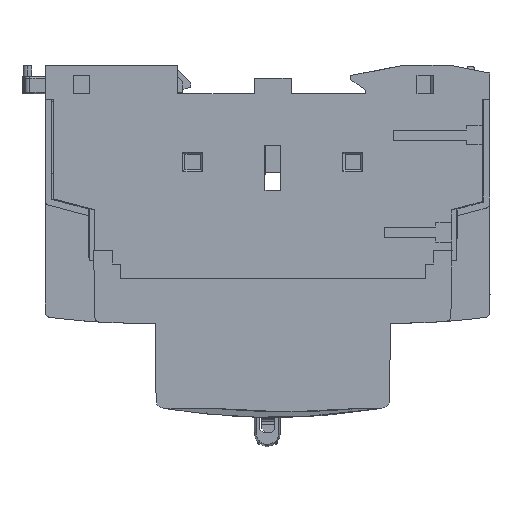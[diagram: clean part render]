
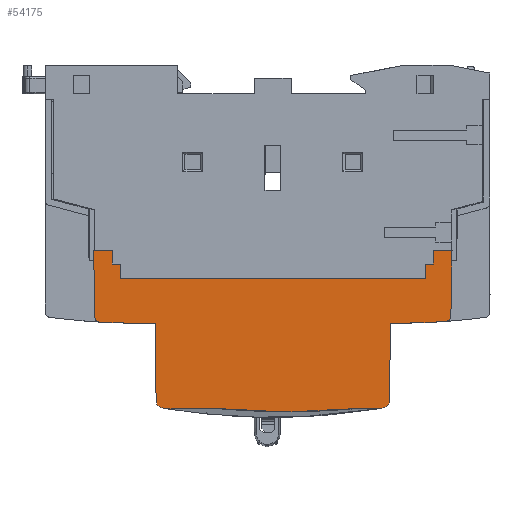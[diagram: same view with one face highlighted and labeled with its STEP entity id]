
A CAD part, front view. The second image highlights one B-rep face of the part: STEP entity #54175.
In plain terms, the highlighted face is planar.
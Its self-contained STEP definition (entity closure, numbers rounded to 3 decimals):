
#43121=DIRECTION('',(-1.,0.,0.));
#43122=VECTOR('',#43121,4.516);
#43123=CARTESIAN_POINT('',(-128.38,18.,-5.178));
#43124=LINE('',#43123,#43122);
#43125=CARTESIAN_POINT('',(-146.307,18.,-148.125));
#43126=DIRECTION('',(0.,-1.,0.));
#43127=DIRECTION('',(0.093,0.,0.996));
#43128=AXIS2_PLACEMENT_3D('',#43125,#43126,#43127);
#43130=CARTESIAN_POINT('',(-146.307,18.,-148.125));
#43131=DIRECTION('',(0.,-1.,0.));
#43132=DIRECTION('',(0.,0.,1.));
#43133=AXIS2_PLACEMENT_3D('',#43130,#43131,#43132);
#43135=DIRECTION('',(-1.,0.,0.));
#43136=VECTOR('',#43135,9.903);
#43137=CARTESIAN_POINT('',(-159.717,18.,-5.178));
#43138=LINE('',#43137,#43136);
#43139=CARTESIAN_POINT('',(-149.,18.,-131.063));
#43140=DIRECTION('',(0.,-1.,0.));
#43141=DIRECTION('',(-0.162,0.,0.987));
#43142=AXIS2_PLACEMENT_3D('',#43139,#43140,#43141);
#43144=CARTESIAN_POINT('',(-169.5,18.,-7.185));
#43145=DIRECTION('',(0.,-1.,0.));
#43146=DIRECTION('',(-0.163,0.,0.987));
#43147=AXIS2_PLACEMENT_3D('',#43144,#43145,#43146);
#43149=DIRECTION('',(-0.01,0.,-1.));
#43150=VECTOR('',#43149,15.176);
#43151=CARTESIAN_POINT('',(-171.305,18.,-6.324));
#43152=LINE('',#43151,#43150);
#43153=CARTESIAN_POINT('',(-175.05,18.,-144.2));
#43154=DIRECTION('',(0.,-1.,0.));
#43155=DIRECTION('',(0.,0.,1.));
#43156=AXIS2_PLACEMENT_3D('',#43153,#43154,#43155);
#43158=CARTESIAN_POINT('',(-182.016,18.,-22.7));
#43159=DIRECTION('',(0.,-1.,0.));
#43160=DIRECTION('',(-0.057,0.,0.998));
#43161=AXIS2_PLACEMENT_3D('',#43158,#43159,#43160);
#43163=DIRECTION('',(-0.017,0.,-1.));
#43164=VECTOR('',#43163,12.62);
#43165=CARTESIAN_POINT('',(-183.016,18.,-22.682));
#43166=LINE('',#43165,#43164);
#43167=DIRECTION('',(1.,0.,0.));
#43168=VECTOR('',#43167,58.355);
#43169=CARTESIAN_POINT('',(-178.178,18.,-30.1));
#43170=LINE('',#43169,#43168);
#43171=DIRECTION('',(-0.017,0.,1.));
#43172=VECTOR('',#43171,12.488);
#43173=CARTESIAN_POINT('',(-114.758,18.,-35.3));
#43174=LINE('',#43173,#43172);
#43175=CARTESIAN_POINT('',(-115.976,18.,-22.831));
#43176=DIRECTION('',(0.,-1.,0.));
#43177=DIRECTION('',(1.,0.,0.017));
#43178=AXIS2_PLACEMENT_3D('',#43175,#43176,#43177);
#43180=CARTESIAN_POINT('',(-124.95,18.,-144.2));
#43181=DIRECTION('',(0.,-1.,0.));
#43182=DIRECTION('',(0.074,0.,0.997));
#43183=AXIS2_PLACEMENT_3D('',#43180,#43181,#43182);
#43185=DIRECTION('',(-0.01,0.,1.));
#43186=VECTOR('',#43185,15.176);
#43187=CARTESIAN_POINT('',(-126.536,18.,-21.5));
#43188=LINE('',#43187,#43186);
#43189=CARTESIAN_POINT('',(-128.5,18.,-7.185));
#43190=DIRECTION('',(0.,-1.,0.));
#43191=DIRECTION('',(0.903,0.,0.43));
#43192=AXIS2_PLACEMENT_3D('',#43189,#43190,#43191);
#43194=CARTESIAN_POINT('',(-149.,18.,-131.063));
#43195=DIRECTION('',(0.,-1.,0.));
#43196=DIRECTION('',(0.163,0.,0.987));
#43197=AXIS2_PLACEMENT_3D('',#43194,#43195,#43196);
#43376=DIRECTION('',(1.,0.,0.));
#43377=VECTOR('',#43376,1.586);
#43378=CARTESIAN_POINT('',(-126.536,18.,-21.5));
#43379=LINE('',#43378,#43377);
#43551=DIRECTION('',(0.,0.,1.));
#43552=VECTOR('',#43551,2.7);
#43553=CARTESIAN_POINT('',(-119.822,18.,-32.8));
#43554=LINE('',#43553,#43552);
#45463=DIRECTION('',(0.,0.,-1.));
#45464=VECTOR('',#45463,2.7);
#45465=CARTESIAN_POINT('',(-178.178,18.,-30.1));
#45466=LINE('',#45465,#45464);
#45586=DIRECTION('',(-1.,0.,0.));
#45587=VECTOR('',#45586,1.5);
#45588=CARTESIAN_POINT('',(-178.178,18.,-32.8));
#45589=LINE('',#45588,#45587);
#45603=DIRECTION('',(0.,0.,-1.));
#45604=VECTOR('',#45603,2.5);
#45605=CARTESIAN_POINT('',(-179.678,18.,-32.8));
#45606=LINE('',#45605,#45604);
#45633=DIRECTION('',(-1.,0.,0.));
#45634=VECTOR('',#45633,3.559);
#45635=CARTESIAN_POINT('',(-179.678,18.,-35.3));
#45636=LINE('',#45635,#45634);
#48491=DIRECTION('',(1.,0.,0.));
#48492=VECTOR('',#48491,3.586);
#48493=CARTESIAN_POINT('',(-175.05,18.,-21.5));
#48494=LINE('',#48493,#48492);
#50330=DIRECTION('',(-1.,0.,0.));
#50331=VECTOR('',#50330,3.564);
#50332=CARTESIAN_POINT('',(-114.758,18.,-35.3));
#50333=LINE('',#50332,#50331);
#50415=DIRECTION('',(0.,0.,1.));
#50416=VECTOR('',#50415,2.5);
#50417=CARTESIAN_POINT('',(-118.322,18.,-35.3));
#50418=LINE('',#50417,#50416);
#50431=DIRECTION('',(-1.,0.,0.));
#50432=VECTOR('',#50431,1.5);
#50433=CARTESIAN_POINT('',(-118.322,18.,-32.8));
#50434=LINE('',#50433,#50432);
#51794=CARTESIAN_POINT('',(-183.016,18.,-22.682));
#51795=CARTESIAN_POINT('',(-183.236,18.,-35.3));
#51796=VERTEX_POINT('',#51794);
#51797=VERTEX_POINT('',#51795);
#51802=CARTESIAN_POINT('',(-128.38,18.,-5.178));
#51803=CARTESIAN_POINT('',(-132.896,18.,-5.178));
#51804=VERTEX_POINT('',#51802);
#51805=VERTEX_POINT('',#51803);
#51806=CARTESIAN_POINT('',(-146.307,18.,-4.55));
#51807=CARTESIAN_POINT('',(-159.717,18.,-5.178));
#51808=VERTEX_POINT('',#51806);
#51809=VERTEX_POINT('',#51807);
#51810=CARTESIAN_POINT('',(-169.62,18.,-5.178));
#51811=VERTEX_POINT('',#51810);
#51812=CARTESIAN_POINT('',(-169.827,18.,-5.212));
#51813=VERTEX_POINT('',#51812);
#51814=CARTESIAN_POINT('',(-171.305,18.,-6.324));
#51815=VERTEX_POINT('',#51814);
#51816=CARTESIAN_POINT('',(-171.464,18.,-21.5));
#51817=VERTEX_POINT('',#51816);
#51818=CARTESIAN_POINT('',(-175.05,18.,-21.5));
#51819=VERTEX_POINT('',#51818);
#51820=CARTESIAN_POINT('',(-182.073,18.,-21.701));
#51821=VERTEX_POINT('',#51820);
#51822=CARTESIAN_POINT('',(-179.678,18.,-35.3));
#51823=VERTEX_POINT('',#51822);
#51824=CARTESIAN_POINT('',(-179.678,18.,-32.8));
#51825=VERTEX_POINT('',#51824);
#51826=CARTESIAN_POINT('',(-178.178,18.,-32.8));
#51827=VERTEX_POINT('',#51826);
#51828=CARTESIAN_POINT('',(-178.178,18.,-30.1));
#51829=VERTEX_POINT('',#51828);
#51830=CARTESIAN_POINT('',(-119.822,18.,-30.1));
#51831=VERTEX_POINT('',#51830);
#51832=CARTESIAN_POINT('',(-119.822,18.,-32.8));
#51833=VERTEX_POINT('',#51832);
#51834=CARTESIAN_POINT('',(-118.322,18.,-32.8));
#51835=VERTEX_POINT('',#51834);
#51836=CARTESIAN_POINT('',(-118.322,18.,-35.3));
#51837=VERTEX_POINT('',#51836);
#51838=CARTESIAN_POINT('',(-114.758,18.,-35.3));
#51839=VERTEX_POINT('',#51838);
#51840=CARTESIAN_POINT('',(-114.976,18.,-22.814));
#51841=VERTEX_POINT('',#51840);
#51842=CARTESIAN_POINT('',(-115.902,18.,-21.834));
#51843=VERTEX_POINT('',#51842);
#51844=CARTESIAN_POINT('',(-124.95,18.,-21.5));
#51845=VERTEX_POINT('',#51844);
#51846=CARTESIAN_POINT('',(-126.536,18.,-21.5));
#51847=VERTEX_POINT('',#51846);
#51848=CARTESIAN_POINT('',(-126.695,18.,-6.324));
#51849=VERTEX_POINT('',#51848);
#51850=CARTESIAN_POINT('',(-128.173,18.,-5.212));
#51851=VERTEX_POINT('',#51850);
#54115=CARTESIAN_POINT('',(-150.,18.,0.));
#54116=DIRECTION('',(0.,-1.,0.));
#54117=DIRECTION('',(0.,0.,-1.));
#54118=AXIS2_PLACEMENT_3D('',#54115,#54116,#54117);
#54119=PLANE('',#54118);
#54121=ORIENTED_EDGE('',*,*,#54120,.T.);
#54123=ORIENTED_EDGE('',*,*,#54122,.T.);
#54125=ORIENTED_EDGE('',*,*,#54124,.T.);
#54127=ORIENTED_EDGE('',*,*,#54126,.T.);
#54129=ORIENTED_EDGE('',*,*,#54128,.T.);
#54131=ORIENTED_EDGE('',*,*,#54130,.T.);
#54133=ORIENTED_EDGE('',*,*,#54132,.T.);
#54135=ORIENTED_EDGE('',*,*,#54134,.F.);
#54137=ORIENTED_EDGE('',*,*,#54136,.T.);
#54139=ORIENTED_EDGE('',*,*,#54138,.T.);
#54140=ORIENTED_EDGE('',*,*,#54101,.T.);
#54142=ORIENTED_EDGE('',*,*,#54141,.F.);
#54144=ORIENTED_EDGE('',*,*,#54143,.F.);
#54146=ORIENTED_EDGE('',*,*,#54145,.F.);
#54148=ORIENTED_EDGE('',*,*,#54147,.F.);
#54150=ORIENTED_EDGE('',*,*,#54149,.T.);
#54152=ORIENTED_EDGE('',*,*,#54151,.F.);
#54154=ORIENTED_EDGE('',*,*,#54153,.F.);
#54156=ORIENTED_EDGE('',*,*,#54155,.F.);
#54158=ORIENTED_EDGE('',*,*,#54157,.F.);
#54160=ORIENTED_EDGE('',*,*,#54159,.T.);
#54162=ORIENTED_EDGE('',*,*,#54161,.T.);
#54164=ORIENTED_EDGE('',*,*,#54163,.T.);
#54166=ORIENTED_EDGE('',*,*,#54165,.F.);
#54168=ORIENTED_EDGE('',*,*,#54167,.T.);
#54170=ORIENTED_EDGE('',*,*,#54169,.T.);
#54172=ORIENTED_EDGE('',*,*,#54171,.T.);
#54173=EDGE_LOOP('',(#54121,#54123,#54125,#54127,#54129,#54131,#54133,#54135,
#54137,#54139,#54140,#54142,#54144,#54146,#54148,#54150,#54152,#54154,#54156,
#54158,#54160,#54162,#54164,#54166,#54168,#54170,#54172));
#54174=FACE_OUTER_BOUND('',#54173,.F.);
#54175=ADVANCED_FACE('',(#54174),#54119,.F.);
#43129=CIRCLE('',#43128,143.575);
#43134=CIRCLE('',#43133,143.575);
#43143=CIRCLE('',#43142,127.563);
#43148=CIRCLE('',#43147,2.);
#43157=CIRCLE('',#43156,122.7);
#43162=CIRCLE('',#43161,1.);
#43179=CIRCLE('',#43178,1.);
#43184=CIRCLE('',#43183,122.7);
#43193=CIRCLE('',#43192,2.);
#43198=CIRCLE('',#43197,127.563);
#54101=EDGE_CURVE('',#51796,#51797,#43166,.T.);
#54120=EDGE_CURVE('',#51804,#51805,#43124,.T.);
#54122=EDGE_CURVE('',#51805,#51808,#43129,.T.);
#54124=EDGE_CURVE('',#51808,#51809,#43134,.T.);
#54126=EDGE_CURVE('',#51809,#51811,#43138,.T.);
#54128=EDGE_CURVE('',#51811,#51813,#43143,.T.);
#54130=EDGE_CURVE('',#51813,#51815,#43148,.T.);
#54132=EDGE_CURVE('',#51815,#51817,#43152,.T.);
#54134=EDGE_CURVE('',#51819,#51817,#48494,.T.);
#54136=EDGE_CURVE('',#51819,#51821,#43157,.T.);
#54138=EDGE_CURVE('',#51821,#51796,#43162,.T.);
#54141=EDGE_CURVE('',#51823,#51797,#45636,.T.);
#54143=EDGE_CURVE('',#51825,#51823,#45606,.T.);
#54145=EDGE_CURVE('',#51827,#51825,#45589,.T.);
#54147=EDGE_CURVE('',#51829,#51827,#45466,.T.);
#54149=EDGE_CURVE('',#51829,#51831,#43170,.T.);
#54151=EDGE_CURVE('',#51833,#51831,#43554,.T.);
#54153=EDGE_CURVE('',#51835,#51833,#50434,.T.);
#54155=EDGE_CURVE('',#51837,#51835,#50418,.T.);
#54157=EDGE_CURVE('',#51839,#51837,#50333,.T.);
#54159=EDGE_CURVE('',#51839,#51841,#43174,.T.);
#54161=EDGE_CURVE('',#51841,#51843,#43179,.T.);
#54163=EDGE_CURVE('',#51843,#51845,#43184,.T.);
#54165=EDGE_CURVE('',#51847,#51845,#43379,.T.);
#54167=EDGE_CURVE('',#51847,#51849,#43188,.T.);
#54169=EDGE_CURVE('',#51849,#51851,#43193,.T.);
#54171=EDGE_CURVE('',#51851,#51804,#43198,.T.);
